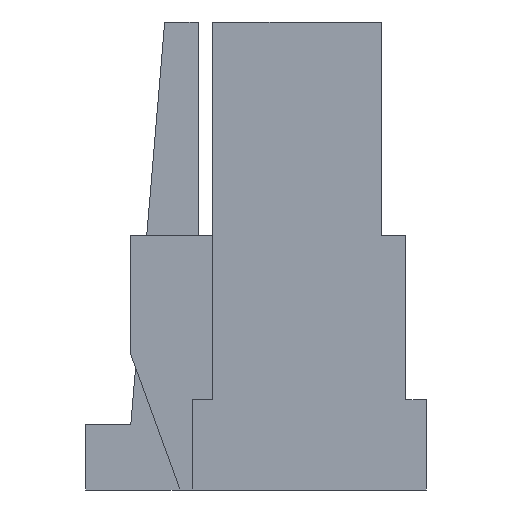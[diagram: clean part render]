
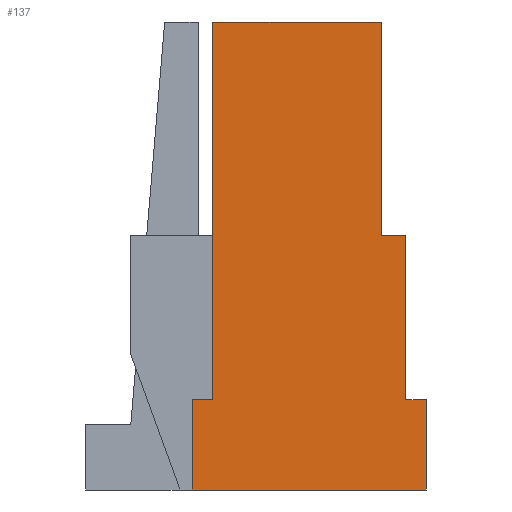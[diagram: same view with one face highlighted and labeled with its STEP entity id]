
A CAD part, left-side view. The second image highlights one B-rep face of the part: STEP entity #137.
In plain terms, the highlighted planar face has unit normal (-1, 0, 0).
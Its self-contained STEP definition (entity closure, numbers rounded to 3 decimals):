
#17 = PLANE ( 'NONE',  #220 ) ;
#18 = CARTESIAN_POINT ( 'NONE',  ( -5.583, -0.117, 7.85 ) ) ;
#23 = DIRECTION ( 'NONE',  ( 1., 0., 0. ) ) ;
#24 = DIRECTION ( 'NONE',  ( 0., -1., 0. ) ) ;
#137 = ADVANCED_FACE ( 'NONE', ( #2353 ), #17, .F. ) ;
#220 = AXIS2_PLACEMENT_3D ( 'NONE', #18, #23, #24 ) ;
#256 = LINE ( 'NONE', #906, #267 ) ;
#264 = LINE ( 'NONE', #911, #269 ) ;
#267 = VECTOR ( 'NONE', #1541, 1000. ) ;
#269 = VECTOR ( 'NONE', #1543, 1000. ) ;
#292 = VECTOR ( 'NONE', #1698, 1000. ) ;
#329 = EDGE_LOOP ( 'NONE', ( #714, #713, #712, #711, #710, #709, #708, #707, #706, #705 ) ) ;
#340 = VERTEX_POINT ( 'NONE', #2132 ) ;
#359 = CARTESIAN_POINT ( 'NONE',  ( -5.583, -1.417, 7.85 ) ) ;
#372 = CARTESIAN_POINT ( 'NONE',  ( -5.583, -0.117, 5. ) ) ;
#373 = DIRECTION ( 'NONE',  ( 0., 0., 1. ) ) ;
#391 = DIRECTION ( 'NONE',  ( 0., -1., 0. ) ) ;
#445 = LINE ( 'NONE', #372, #448 ) ;
#448 = VECTOR ( 'NONE', #373, 1000. ) ;
#455 = LINE ( 'NONE', #359, #467 ) ;
#467 = VECTOR ( 'NONE', #391, 1000. ) ;
#705 = ORIENTED_EDGE ( 'NONE', *, *, #2234, .T. ) ;
#706 = ORIENTED_EDGE ( 'NONE', *, *, #2232, .T. ) ;
#707 = ORIENTED_EDGE ( 'NONE', *, *, #2242, .F. ) ;
#708 = ORIENTED_EDGE ( 'NONE', *, *, #816, .T. ) ;
#709 = ORIENTED_EDGE ( 'NONE', *, *, #815, .T. ) ;
#710 = ORIENTED_EDGE ( 'NONE', *, *, #1919, .F. ) ;
#711 = ORIENTED_EDGE ( 'NONE', *, *, #1918, .F. ) ;
#712 = ORIENTED_EDGE ( 'NONE', *, *, #2273, .F. ) ;
#713 = ORIENTED_EDGE ( 'NONE', *, *, #2282, .F. ) ;
#714 = ORIENTED_EDGE ( 'NONE', *, *, #2231, .F. ) ;
#815 = EDGE_CURVE ( 'NONE', #1250, #1233, #2039, .T. ) ;
#816 = EDGE_CURVE ( 'NONE', #1233, #1277, #2034, .T. ) ;
#906 = CARTESIAN_POINT ( 'NONE',  ( -5.583, 0.133, 3.25 ) ) ;
#911 = CARTESIAN_POINT ( 'NONE',  ( -5.583, 0.133, 0. ) ) ;
#1098 = CARTESIAN_POINT ( 'NONE',  ( -5.583, -2.467, 5.25 ) ) ;
#1107 = CARTESIAN_POINT ( 'NONE',  ( -5.583, -0.117, 7.85 ) ) ;
#1172 = CARTESIAN_POINT ( 'NONE',  ( -5.583, -2.717, 2.15 ) ) ;
#1176 = CARTESIAN_POINT ( 'NONE',  ( -5.583, 0.133, 3.25 ) ) ;
#1181 = CARTESIAN_POINT ( 'NONE',  ( -5.583, -2.467, 3.25 ) ) ;
#1189 = CARTESIAN_POINT ( 'NONE',  ( -5.583, 0.133, 2.15 ) ) ;
#1216 = CARTESIAN_POINT ( 'NONE',  ( -5.583, -2.717, 3.25 ) ) ;
#1221 = CARTESIAN_POINT ( 'NONE',  ( -5.583, -2.167, 5.25 ) ) ;
#1223 = CARTESIAN_POINT ( 'NONE',  ( -5.583, -0.117, 3.25 ) ) ;
#1233 = VERTEX_POINT ( 'NONE', #1172 ) ;
#1237 = VERTEX_POINT ( 'NONE', #1176 ) ;
#1242 = VERTEX_POINT ( 'NONE', #1181 ) ;
#1250 = VERTEX_POINT ( 'NONE', #1189 ) ;
#1277 = VERTEX_POINT ( 'NONE', #1216 ) ;
#1318 = VERTEX_POINT ( 'NONE', #1221 ) ;
#1322 = VERTEX_POINT ( 'NONE', #1223 ) ;
#1352 = VERTEX_POINT ( 'NONE', #1098 ) ;
#1361 = VERTEX_POINT ( 'NONE', #1107 ) ;
#1466 = LINE ( 'NONE', #1796, #292 ) ;
#1470 = LINE ( 'NONE', #1807, #1473 ) ;
#1473 = VECTOR ( 'NONE', #1697, 1000. ) ;
#1541 = DIRECTION ( 'NONE',  ( 0., -1., 0. ) ) ;
#1543 = DIRECTION ( 'NONE',  ( 0., 0., 1. ) ) ;
#1629 = LINE ( 'NONE', #1701, #1630 ) ;
#1630 = VECTOR ( 'NONE', #1702, 1000. ) ;
#1644 = LINE ( 'NONE', #1717, #1647 ) ;
#1647 = VECTOR ( 'NONE', #1719, 1000. ) ;
#1697 = DIRECTION ( 'NONE',  ( 0., 0., -1. ) ) ;
#1698 = DIRECTION ( 'NONE',  ( 0., 0., 1. ) ) ;
#1701 = CARTESIAN_POINT ( 'NONE',  ( -5.583, -2.467, 5.25 ) ) ;
#1702 = DIRECTION ( 'NONE',  ( 0., 1., 0. ) ) ;
#1717 = CARTESIAN_POINT ( 'NONE',  ( -5.583, -1.417, 3.25 ) ) ;
#1719 = DIRECTION ( 'NONE',  ( 0., -1., 0. ) ) ;
#1796 = CARTESIAN_POINT ( 'NONE',  ( -5.583, -2.467, 3.25 ) ) ;
#1807 = CARTESIAN_POINT ( 'NONE',  ( -5.583, -2.167, 5. ) ) ;
#1918 = EDGE_CURVE ( 'NONE', #1237, #1322, #256, .T. ) ;
#1919 = EDGE_CURVE ( 'NONE', #1250, #1237, #264, .T. ) ;
#2034 = LINE ( 'NONE', #2150, #2044 ) ;
#2039 = LINE ( 'NONE', #2156, #2042 ) ;
#2042 = VECTOR ( 'NONE', #2158, 1000. ) ;
#2044 = VECTOR ( 'NONE', #2159, 1000. ) ;
#2132 = CARTESIAN_POINT ( 'NONE',  ( -5.583, -2.167, 7.85 ) ) ;
#2150 = CARTESIAN_POINT ( 'NONE',  ( -5.583, -2.717, 2.7 ) ) ;
#2156 = CARTESIAN_POINT ( 'NONE',  ( -5.583, -1.217, 2.15 ) ) ;
#2158 = DIRECTION ( 'NONE',  ( 0., -1., 0. ) ) ;
#2159 = DIRECTION ( 'NONE',  ( 0., 0., 1. ) ) ;
#2231 = EDGE_CURVE ( 'NONE', #340, #1318, #1470, .T. ) ;
#2232 = EDGE_CURVE ( 'NONE', #1242, #1352, #1466, .T. ) ;
#2234 = EDGE_CURVE ( 'NONE', #1352, #1318, #1629, .T. ) ;
#2242 = EDGE_CURVE ( 'NONE', #1242, #1277, #1644, .T. ) ;
#2273 = EDGE_CURVE ( 'NONE', #1322, #1361, #445, .T. ) ;
#2282 = EDGE_CURVE ( 'NONE', #1361, #340, #455, .T. ) ;
#2353 = FACE_OUTER_BOUND ( 'NONE', #329, .T. ) ;
